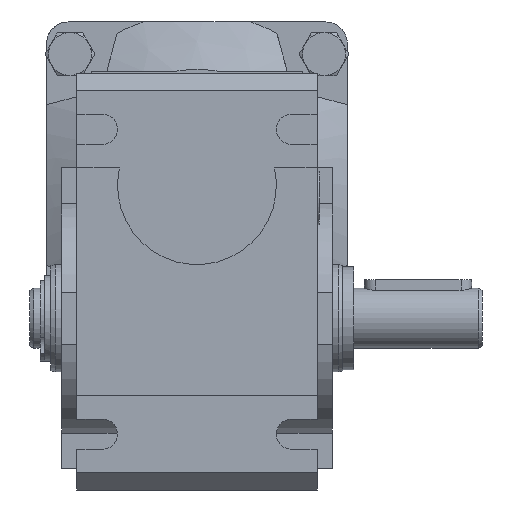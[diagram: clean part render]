
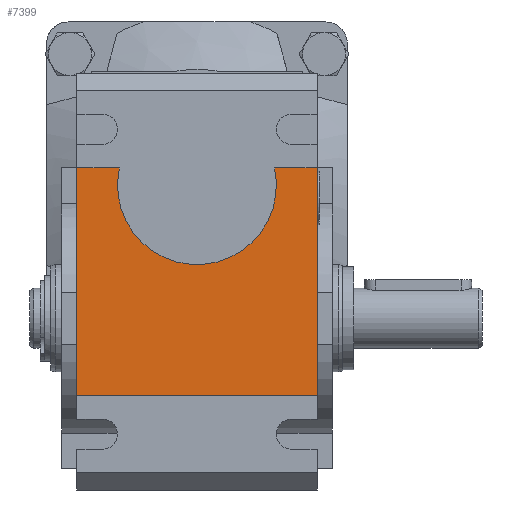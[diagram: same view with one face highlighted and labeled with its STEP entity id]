
A CAD part, front view. The second image highlights one B-rep face of the part: STEP entity #7399.
In plain terms, the highlighted planar face has unit normal (0, -1, 0).
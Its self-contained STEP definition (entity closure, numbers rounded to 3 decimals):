
#312=LINE('',#10916,#979);
#414=LINE('',#11179,#1081);
#415=LINE('',#11184,#1082);
#416=LINE('',#11186,#1083);
#417=LINE('',#11187,#1084);
#979=VECTOR('',#8718,1.);
#1081=VECTOR('',#8950,1.);
#1082=VECTOR('',#8955,1.);
#1083=VECTOR('',#8956,1.);
#1084=VECTOR('',#8957,1.);
#1607=PLANE('',#7891);
#1880=FACE_OUTER_BOUND('',#2298,.T.);
#2298=EDGE_LOOP('',(#5264,#5265,#5266,#5267,#5268,#5269));
#2711=CIRCLE('',#7892,18.5);
#3132=VERTEX_POINT('',#10913);
#3133=VERTEX_POINT('',#10915);
#3223=VERTEX_POINT('',#11177);
#3224=VERTEX_POINT('',#11181);
#3225=VERTEX_POINT('',#11182);
#3226=VERTEX_POINT('',#11185);
#3876=EDGE_CURVE('',#3132,#3133,#312,.T.);
#4004=EDGE_CURVE('',#3132,#3223,#414,.T.);
#4005=EDGE_CURVE('',#3224,#3225,#2711,.T.);
#4006=EDGE_CURVE('',#3133,#3224,#415,.T.);
#4007=EDGE_CURVE('',#3223,#3226,#416,.T.);
#4008=EDGE_CURVE('',#3225,#3226,#417,.T.);
#5264=ORIENTED_EDGE('',*,*,#4005,.F.);
#5265=ORIENTED_EDGE('',*,*,#4006,.F.);
#5266=ORIENTED_EDGE('',*,*,#3876,.F.);
#5267=ORIENTED_EDGE('',*,*,#4004,.T.);
#5268=ORIENTED_EDGE('',*,*,#4007,.T.);
#5269=ORIENTED_EDGE('',*,*,#4008,.F.);
#7399=ADVANCED_FACE('',(#1880),#1607,.T.);
#7891=AXIS2_PLACEMENT_3D('',#11180,#8951,#8952);
#7892=AXIS2_PLACEMENT_3D('',#11183,#8953,#8954);
#8718=DIRECTION('',(0.,0.,1.));
#8950=DIRECTION('',(1.,0.,0.));
#8951=DIRECTION('center_axis',(0.,-1.,0.));
#8952=DIRECTION('ref_axis',(0.,0.,-1.));
#8953=DIRECTION('center_axis',(0.,-1.,0.));
#8954=DIRECTION('ref_axis',(1.,0.,0.));
#8955=DIRECTION('',(1.,0.,0.));
#8956=DIRECTION('',(0.,0.,1.));
#8957=DIRECTION('',(1.,0.,0.));
#10913=CARTESIAN_POINT('',(-28.,-38.,-18.));
#10915=CARTESIAN_POINT('',(-28.,-38.,35.));
#10916=CARTESIAN_POINT('',(-28.,-38.,-18.));
#11177=CARTESIAN_POINT('',(28.,-38.,-18.));
#11179=CARTESIAN_POINT('',(-28.,-38.,-18.));
#11180=CARTESIAN_POINT('Origin',(-28.,-38.,-18.));
#11181=CARTESIAN_POINT('',(-18.062,-38.,35.));
#11182=CARTESIAN_POINT('',(18.062,-38.,35.));
#11183=CARTESIAN_POINT('Origin',(0.,-38.,31.));
#11184=CARTESIAN_POINT('',(-28.,-38.,35.));
#11185=CARTESIAN_POINT('',(28.,-38.,35.));
#11186=CARTESIAN_POINT('',(28.,-38.,-18.));
#11187=CARTESIAN_POINT('',(-28.,-38.,35.));
